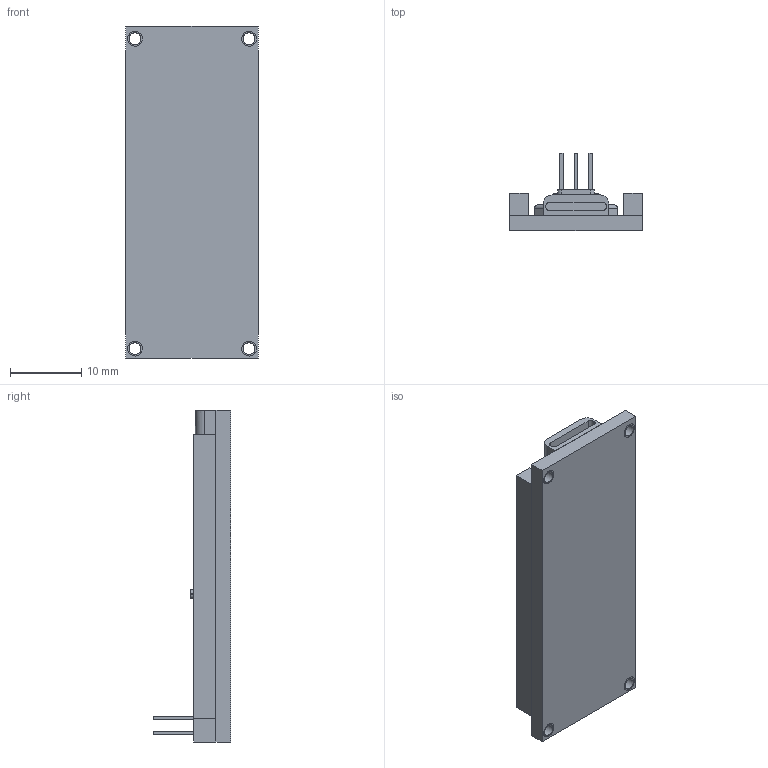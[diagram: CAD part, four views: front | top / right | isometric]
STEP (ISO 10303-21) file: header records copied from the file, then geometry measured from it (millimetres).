
FILE_DESCRIPTION(('FreeCAD Model'),'2;1');
FILE_NAME('Open CASCADE Shape Model','2025-04-25T21:38:16',('FreeCAD'),( 'FreeCAD'),'Open CASCADE STEP processor 7.6','FreeCAD','Unknown');
FILE_SCHEMA(('AUTOMOTIVE_DESIGN { 1 0 10303 214 1 1 1 1 }'));
Length unit declared in the file: millimetre
Products named in the file (1): Open CASCADE STEP translator 7.6 1
Bounding box: 18.63 x 10.87 x 46.58 mm (x, y, z)
Volume: 2678.5 mm3; surface area: 4081.3 mm2
Topology: 22 solids, 26 shells, 355 faces, 822 edges, 552 vertices
Faces by surface type: bspline 355
Entity records: 9192 total; most frequent: CARTESIAN_POINT 3885, ORIENTED_EDGE 1620, EDGE_CURVE 818, B_SPLINE_CURVE_WITH_KNOTS 770, VERTEX_POINT 544, FACE_BOUND 400, EDGE_LOOP 400, ADVANCED_FACE 355
